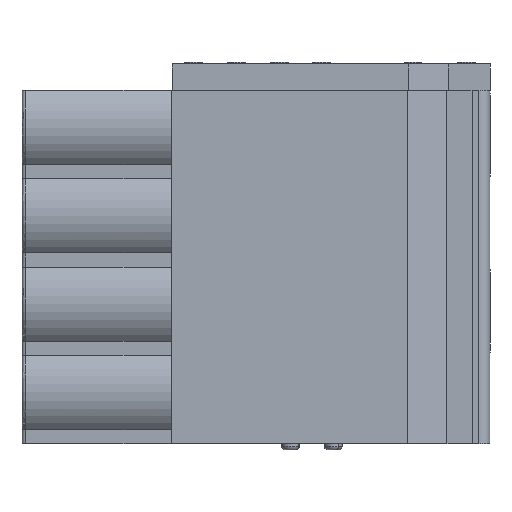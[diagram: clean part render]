
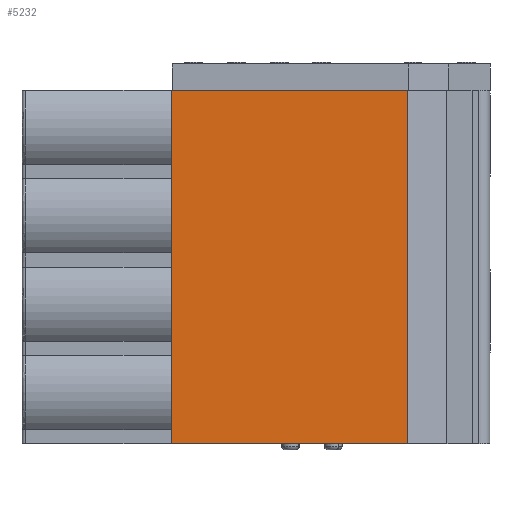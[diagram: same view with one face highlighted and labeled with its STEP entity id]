
A CAD part, front view. The second image highlights one B-rep face of the part: STEP entity #5232.
In plain terms, the highlighted planar face has unit normal (0, -1, 0).
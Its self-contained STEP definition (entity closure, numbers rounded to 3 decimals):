
#1918=B_SPLINE_CURVE_WITH_KNOTS('',3,(#82687,#82688,#82689,#82690),
 .UNSPECIFIED.,.F.,.F.,(4,4),(0.,1.),.UNSPECIFIED.);
#2444=B_SPLINE_CURVE_WITH_KNOTS('',3,(#98664,#98665,#98666,#98667),
 .UNSPECIFIED.,.F.,.F.,(4,4),(0.,1.),.UNSPECIFIED.);
#5232=ADVANCED_FACE('',(#10458),#7694,.T.);
#7694=PLANE('',#63024);
#10458=FACE_OUTER_BOUND('',#13658,.T.);
#13658=EDGE_LOOP('',(#41951,#41952,#41953,#41954,#41955));
#16630=LINE('',#87150,#22992);
#20304=LINE('',#98663,#26788);
#20305=LINE('',#98669,#26789);
#22992=VECTOR('',#68720,1.);
#26788=VECTOR('',#77146,1.);
#26789=VECTOR('',#77147,1.);
#41951=ORIENTED_EDGE('',*,*,#57161,.F.);
#41952=ORIENTED_EDGE('',*,*,#50625,.F.);
#41953=ORIENTED_EDGE('',*,*,#57162,.F.);
#41954=ORIENTED_EDGE('',*,*,#57163,.T.);
#41955=ORIENTED_EDGE('',*,*,#52569,.F.);
#44082=VERTEX_POINT('',#79556);
#44717=VERTEX_POINT('',#82686);
#46175=VERTEX_POINT('',#87149);
#46176=VERTEX_POINT('',#87151);
#49017=VERTEX_POINT('',#98668);
#50625=EDGE_CURVE('',#44717,#44082,#1918,.T.);
#52569=EDGE_CURVE('',#46175,#46176,#16630,.T.);
#57161=EDGE_CURVE('',#44082,#46175,#20304,.T.);
#57162=EDGE_CURVE('',#49017,#44717,#2444,.T.);
#57163=EDGE_CURVE('',#49017,#46176,#20305,.T.);
#63024=AXIS2_PLACEMENT_3D('',#98670,#77148,#77149);
#68720=DIRECTION('',(-1.,0.,0.));
#77146=DIRECTION('',(0.,0.,-1.));
#77147=DIRECTION('',(0.,0.,-1.));
#77148=DIRECTION('',(0.,-1.,0.));
#77149=DIRECTION('',(-1.,0.,0.));
#79556=CARTESIAN_POINT('',(103.959,92.742,-27.181));
#82686=CARTESIAN_POINT('',(90.609,92.742,-27.181));
#82687=CARTESIAN_POINT('',(90.609,92.742,-27.181));
#82688=CARTESIAN_POINT('',(95.059,92.742,-27.181));
#82689=CARTESIAN_POINT('',(99.509,92.742,-27.181));
#82690=CARTESIAN_POINT('',(103.959,92.742,-27.181));
#87149=CARTESIAN_POINT('',(103.959,92.742,-47.181));
#87150=CARTESIAN_POINT('',(103.959,92.742,-47.181));
#87151=CARTESIAN_POINT('',(90.559,92.742,-47.181));
#98663=CARTESIAN_POINT('',(103.959,92.742,-37.181));
#98664=CARTESIAN_POINT('',(90.559,92.742,-27.181));
#98665=CARTESIAN_POINT('',(90.576,92.742,-27.181));
#98666=CARTESIAN_POINT('',(90.593,92.742,-27.181));
#98667=CARTESIAN_POINT('',(90.609,92.742,-27.181));
#98668=CARTESIAN_POINT('',(90.559,92.742,-27.181));
#98669=CARTESIAN_POINT('',(90.559,92.742,-37.181));
#98670=CARTESIAN_POINT('',(90.559,92.742,-32.181));
